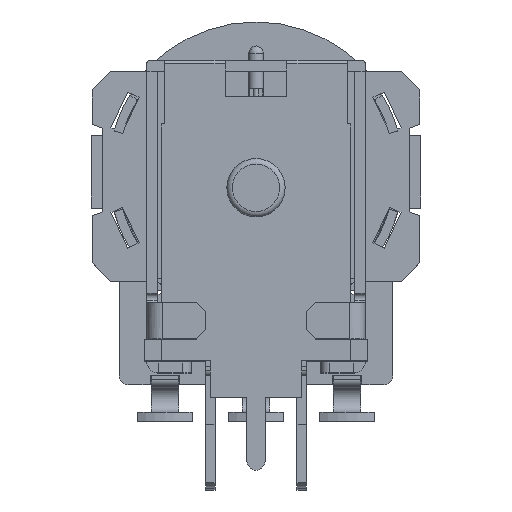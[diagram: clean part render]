
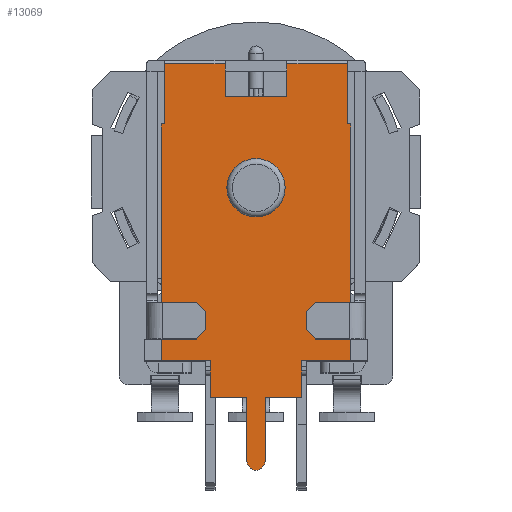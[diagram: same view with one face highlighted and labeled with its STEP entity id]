
A CAD part, top view. The second image highlights one B-rep face of the part: STEP entity #13069.
In plain terms, the highlighted planar face has unit normal (0, 0, 1).
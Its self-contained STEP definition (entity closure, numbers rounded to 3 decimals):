
#12890=CARTESIAN_POINT('',(0.,-2.276,15.35));
#12891=DIRECTION('',(0.0,0.0,1.0));
#12892=DIRECTION('',(1.0,0.0,0.0));
#12893=AXIS2_PLACEMENT_3D('',#12890,#12891,#12892);
#12894=PLANE('',#12893);
#12895=CARTESIAN_POINT('',(0.5,-16.,15.35));
#12896=VERTEX_POINT('',#12895);
#12897=CARTESIAN_POINT('',(0.5,-12.5,15.35));
#12898=VERTEX_POINT('',#12897);
#12899=CARTESIAN_POINT('',(0.5,-16.,15.35));
#12900=DIRECTION('',(0.0,1.0,0.0));
#12901=VECTOR('',#12900,3.5);
#12902=LINE('',#12899,#12901);
#12903=EDGE_CURVE('',#12896,#12898,#12902,.T.);
#12904=ORIENTED_EDGE('',*,*,#12903,.T.);
#12905=CARTESIAN_POINT('',(2.5,-12.5,15.35));
#12906=VERTEX_POINT('',#12905);
#12907=CARTESIAN_POINT('',(0.5,-12.5,15.35));
#12908=DIRECTION('',(1.0,0.0,0.0));
#12909=VECTOR('',#12908,2.);
#12910=LINE('',#12907,#12909);
#12911=EDGE_CURVE('',#12898,#12906,#12910,.T.);
#12912=ORIENTED_EDGE('',*,*,#12911,.T.);
#12913=CARTESIAN_POINT('',(2.5,-10.5,15.35));
#12914=VERTEX_POINT('',#12913);
#12915=CARTESIAN_POINT('',(2.5,-12.5,15.35));
#12916=DIRECTION('',(0.0,1.0,0.0));
#12917=VECTOR('',#12916,2.);
#12918=LINE('',#12915,#12917);
#12919=EDGE_CURVE('',#12906,#12914,#12918,.T.);
#12920=ORIENTED_EDGE('',*,*,#12919,.T.);
#12921=CARTESIAN_POINT('',(5.2,-10.5,15.35));
#12922=VERTEX_POINT('',#12921);
#12923=CARTESIAN_POINT('',(5.2,-10.5,15.35));
#12924=DIRECTION('',(-1.0,0.0,0.0));
#12925=VECTOR('',#12924,2.7);
#12926=LINE('',#12923,#12925);
#12927=EDGE_CURVE('',#12922,#12914,#12926,.T.);
#12928=ORIENTED_EDGE('',*,*,#12927,.F.);
#12929=CARTESIAN_POINT('',(5.2,2.5,15.35));
#12930=VERTEX_POINT('',#12929);
#12931=CARTESIAN_POINT('',(5.2,2.5,15.35));
#12932=DIRECTION('',(0.0,-1.0,0.0));
#12933=VECTOR('',#12932,13.);
#12934=LINE('',#12931,#12933);
#12935=EDGE_CURVE('',#12930,#12922,#12934,.T.);
#12936=ORIENTED_EDGE('',*,*,#12935,.F.);
#12937=CARTESIAN_POINT('',(5.,2.5,15.35));
#12938=VERTEX_POINT('',#12937);
#12939=CARTESIAN_POINT('',(5.,2.5,15.35));
#12940=DIRECTION('',(1.0,0.0,0.0));
#12941=VECTOR('',#12940,0.2);
#12942=LINE('',#12939,#12941);
#12943=EDGE_CURVE('',#12938,#12930,#12942,.T.);
#12944=ORIENTED_EDGE('',*,*,#12943,.F.);
#12945=CARTESIAN_POINT('',(5.,5.8,15.35));
#12946=VERTEX_POINT('',#12945);
#12947=CARTESIAN_POINT('',(5.,5.8,15.35));
#12948=DIRECTION('',(0.0,-1.0,0.0));
#12949=VECTOR('',#12948,3.3);
#12950=LINE('',#12947,#12949);
#12951=EDGE_CURVE('',#12946,#12938,#12950,.T.);
#12952=ORIENTED_EDGE('',*,*,#12951,.F.);
#12953=CARTESIAN_POINT('',(1.7,5.8,15.35));
#12954=VERTEX_POINT('',#12953);
#12955=CARTESIAN_POINT('',(1.7,5.8,15.35));
#12956=DIRECTION('',(1.0,0.0,0.0));
#12957=VECTOR('',#12956,3.3);
#12958=LINE('',#12955,#12957);
#12959=EDGE_CURVE('',#12954,#12946,#12958,.T.);
#12960=ORIENTED_EDGE('',*,*,#12959,.F.);
#12961=CARTESIAN_POINT('',(1.7,4.,15.35));
#12962=VERTEX_POINT('',#12961);
#12963=CARTESIAN_POINT('',(1.7,5.8,15.35));
#12964=DIRECTION('',(0.0,-1.0,0.0));
#12965=VECTOR('',#12964,1.8);
#12966=LINE('',#12963,#12965);
#12967=EDGE_CURVE('',#12954,#12962,#12966,.T.);
#12968=ORIENTED_EDGE('',*,*,#12967,.T.);
#12969=CARTESIAN_POINT('',(-1.7,4.0,15.35));
#12970=VERTEX_POINT('',#12969);
#12971=CARTESIAN_POINT('',(1.7,4.,15.35));
#12972=DIRECTION('',(-1.0,0.0,0.0));
#12973=VECTOR('',#12972,3.4);
#12974=LINE('',#12971,#12973);
#12975=EDGE_CURVE('',#12962,#12970,#12974,.T.);
#12976=ORIENTED_EDGE('',*,*,#12975,.T.);
#12977=CARTESIAN_POINT('',(-1.7,5.8,15.35));
#12978=VERTEX_POINT('',#12977);
#12979=CARTESIAN_POINT('',(-1.7,4.0,15.35));
#12980=DIRECTION('',(0.0,1.0,0.0));
#12981=VECTOR('',#12980,1.8);
#12982=LINE('',#12979,#12981);
#12983=EDGE_CURVE('',#12970,#12978,#12982,.T.);
#12984=ORIENTED_EDGE('',*,*,#12983,.T.);
#12985=CARTESIAN_POINT('',(-5.,5.8,15.35));
#12986=VERTEX_POINT('',#12985);
#12987=CARTESIAN_POINT('',(-5.,5.8,15.35));
#12988=DIRECTION('',(1.0,0.0,0.0));
#12989=VECTOR('',#12988,3.3);
#12990=LINE('',#12987,#12989);
#12991=EDGE_CURVE('',#12986,#12978,#12990,.T.);
#12992=ORIENTED_EDGE('',*,*,#12991,.F.);
#12993=CARTESIAN_POINT('',(-5.,2.5,15.35));
#12994=VERTEX_POINT('',#12993);
#12995=CARTESIAN_POINT('',(-5.,2.5,15.35));
#12996=DIRECTION('',(0.0,1.0,0.0));
#12997=VECTOR('',#12996,3.3);
#12998=LINE('',#12995,#12997);
#12999=EDGE_CURVE('',#12994,#12986,#12998,.T.);
#13000=ORIENTED_EDGE('',*,*,#12999,.F.);
#13001=CARTESIAN_POINT('',(-5.2,2.5,15.35));
#13002=VERTEX_POINT('',#13001);
#13003=CARTESIAN_POINT('',(-5.2,2.5,15.35));
#13004=DIRECTION('',(1.0,0.0,0.0));
#13005=VECTOR('',#13004,0.2);
#13006=LINE('',#13003,#13005);
#13007=EDGE_CURVE('',#13002,#12994,#13006,.T.);
#13008=ORIENTED_EDGE('',*,*,#13007,.F.);
#13009=CARTESIAN_POINT('',(-5.2,-10.5,15.35));
#13010=VERTEX_POINT('',#13009);
#13011=CARTESIAN_POINT('',(-5.2,-10.5,15.35));
#13012=DIRECTION('',(0.0,1.0,0.0));
#13013=VECTOR('',#13012,13.);
#13014=LINE('',#13011,#13013);
#13015=EDGE_CURVE('',#13010,#13002,#13014,.T.);
#13016=ORIENTED_EDGE('',*,*,#13015,.F.);
#13017=CARTESIAN_POINT('',(-2.5,-10.5,15.35));
#13018=VERTEX_POINT('',#13017);
#13019=CARTESIAN_POINT('',(-2.5,-10.5,15.35));
#13020=DIRECTION('',(-1.0,0.0,0.0));
#13021=VECTOR('',#13020,2.7);
#13022=LINE('',#13019,#13021);
#13023=EDGE_CURVE('',#13018,#13010,#13022,.T.);
#13024=ORIENTED_EDGE('',*,*,#13023,.F.);
#13025=CARTESIAN_POINT('',(-2.5,-12.5,15.35));
#13026=VERTEX_POINT('',#13025);
#13027=CARTESIAN_POINT('',(-2.5,-10.5,15.35));
#13028=DIRECTION('',(0.0,-1.0,0.0));
#13029=VECTOR('',#13028,2.0);
#13030=LINE('',#13027,#13029);
#13031=EDGE_CURVE('',#13018,#13026,#13030,.T.);
#13032=ORIENTED_EDGE('',*,*,#13031,.T.);
#13033=CARTESIAN_POINT('',(-0.5,-12.5,15.35));
#13034=VERTEX_POINT('',#13033);
#13035=CARTESIAN_POINT('',(-2.5,-12.5,15.35));
#13036=DIRECTION('',(1.0,0.0,0.0));
#13037=VECTOR('',#13036,2.);
#13038=LINE('',#13035,#13037);
#13039=EDGE_CURVE('',#13026,#13034,#13038,.T.);
#13040=ORIENTED_EDGE('',*,*,#13039,.T.);
#13041=CARTESIAN_POINT('',(-0.5,-16.,15.35));
#13042=VERTEX_POINT('',#13041);
#13043=CARTESIAN_POINT('',(-0.5,-12.5,15.35));
#13044=DIRECTION('',(0.0,-1.0,0.0));
#13045=VECTOR('',#13044,3.5);
#13046=LINE('',#13043,#13045);
#13047=EDGE_CURVE('',#13034,#13042,#13046,.T.);
#13048=ORIENTED_EDGE('',*,*,#13047,.T.);
#13049=CARTESIAN_POINT('',(0.,-16.,15.35));
#13050=DIRECTION('',(0.0,0.0,1.0));
#13051=DIRECTION('',(-1.0,0.0,0.0));
#13052=AXIS2_PLACEMENT_3D('',#13049,#13050,#13051);
#13053=CIRCLE('',#13052,0.5);
#13054=EDGE_CURVE('',#13042,#12896,#13053,.T.);
#13055=ORIENTED_EDGE('',*,*,#13054,.T.);
#13056=EDGE_LOOP('',(#12904,#12912,#12920,#12928,#12936,#12944,#12952,#12960,#12968,#12976,#12984,#12992,#13000,#13008,#13016,#13024,#13032,#13040,#13048,#13055));
#13057=FACE_OUTER_BOUND('',#13056,.T.);
#13058=CARTESIAN_POINT('',(1.6,-1.,15.35));
#13059=VERTEX_POINT('',#13058);
#13060=CARTESIAN_POINT('',(0.,-1.0,15.35));
#13061=DIRECTION('',(0.0,0.0,-1.0));
#13062=DIRECTION('',(-1.0,0.0,0.0));
#13063=AXIS2_PLACEMENT_3D('',#13060,#13061,#13062);
#13064=CIRCLE('',#13063,1.6);
#13065=EDGE_CURVE('',#13059,#13059,#13064,.T.);
#13066=ORIENTED_EDGE('',*,*,#13065,.T.);
#13067=EDGE_LOOP('',(#13066));
#13068=FACE_BOUND('',#13067,.T.);
#13069=ADVANCED_FACE('',(#13057,#13068),#12894,.T.);
